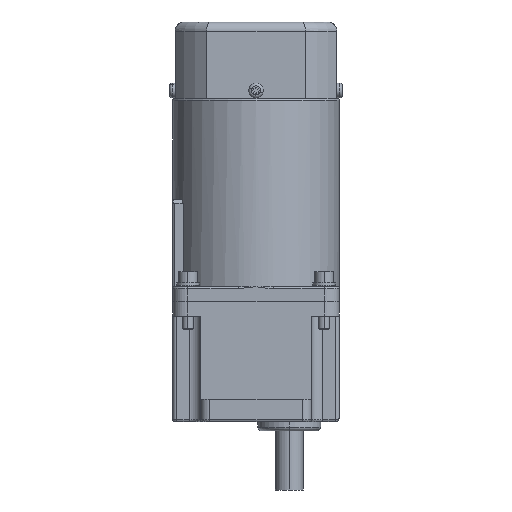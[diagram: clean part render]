
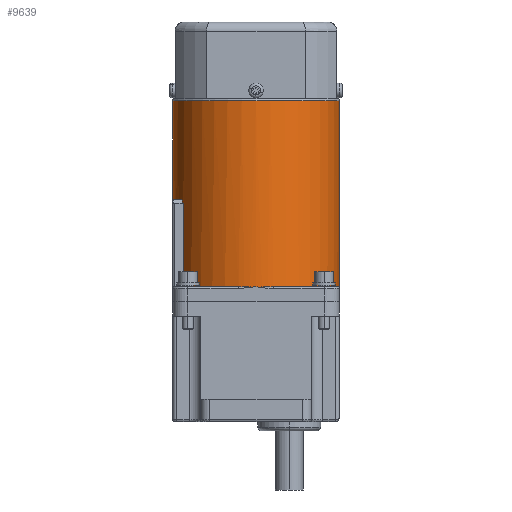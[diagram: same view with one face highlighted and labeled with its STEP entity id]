
A CAD part, left-side view. The second image highlights one B-rep face of the part: STEP entity #9639.
In plain terms, the highlighted cylindrical face has radius 45 mm (diameter 90 mm), a partial arc.
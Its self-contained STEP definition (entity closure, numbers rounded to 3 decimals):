
#86 = ORIENTED_EDGE ( 'NONE', *, *, #459, .T. ) ;
#89 = VERTEX_POINT ( 'NONE', #8696 ) ;
#96 = DIRECTION ( 'NONE',  ( 1., 0., 0. ) ) ;
#175 = CARTESIAN_POINT ( 'NONE',  ( -34.668, -29.339, -44.6 ) ) ;
#394 = AXIS2_PLACEMENT_3D ( 'NONE', #446, #5080, #9655 ) ;
#397 = DIRECTION ( 'NONE',  ( 0., 0., -1. ) ) ;
#446 = CARTESIAN_POINT ( 'NONE',  ( -34.668, 15.661, -44.6 ) ) ;
#459 = EDGE_CURVE ( 'NONE', #7203, #14413, #1401, .T. ) ;
#476 = CARTESIAN_POINT ( 'NONE',  ( -34.668, 15.661, -44.6 ) ) ;
#1288 = DIRECTION ( 'NONE',  ( 0., 0., 1. ) ) ;
#1390 = AXIS2_PLACEMENT_3D ( 'NONE', #7468, #12043, #1740 ) ;
#1401 = CIRCLE ( 'NONE', #1390, 45. ) ;
#1489 = CIRCLE ( 'NONE', #9914, 45. ) ;
#1740 = DIRECTION ( 'NONE',  ( 1., 0., 0. ) ) ;
#1749 = AXIS2_PLACEMENT_3D ( 'NONE', #14615, #3202, #7805 ) ;
#1757 = LINE ( 'NONE', #6367, #12665 ) ;
#1822 = CARTESIAN_POINT ( 'NONE',  ( -34.668, 15.661, -44.6 ) ) ;
#2180 = VECTOR ( 'NONE', #3006, 1000. ) ;
#2220 = CIRCLE ( 'NONE', #10644, 45. ) ;
#2334 = ORIENTED_EDGE ( 'NONE', *, *, #4127, .F. ) ;
#2347 = CARTESIAN_POINT ( 'NONE',  ( -34.668, -29.339, -43.9 ) ) ;
#2768 = CARTESIAN_POINT ( 'NONE',  ( -56.668, 54.916, 0.5 ) ) ;
#2839 = DIRECTION ( 'NONE',  ( 0., 0., -1. ) ) ;
#2906 = CARTESIAN_POINT ( 'NONE',  ( -34.668, 60.661, 2.5 ) ) ;
#3006 = DIRECTION ( 'NONE',  ( 0., 0., -1. ) ) ;
#3008 = ORIENTED_EDGE ( 'NONE', *, *, #13661, .T. ) ;
#3202 = DIRECTION ( 'NONE',  ( 0., 0., 1. ) ) ;
#3220 = AXIS2_PLACEMENT_3D ( 'NONE', #13150, #2839, #7449 ) ;
#3394 = CARTESIAN_POINT ( 'NONE',  ( -78.668, 25.095, -44.6 ) ) ;
#3648 =( BOUNDED_CURVE ( )  B_SPLINE_CURVE ( 3, ( #13944, #3661, #8247, #12816 ),
 .UNSPECIFIED., .F., .T. ) 
 B_SPLINE_CURVE_WITH_KNOTS ( ( 4, 4 ),
 ( 5.173, 5.223 ),
 .UNSPECIFIED. ) 
 CURVE ( )  GEOMETRIC_REPRESENTATION_ITEM ( )  RATIONAL_B_SPLINE_CURVE ( ( 1., 1., 1., 1. ) ) 
 REPRESENTATION_ITEM ( '' )  );
#3661 = CARTESIAN_POINT ( 'NONE',  ( -55.344, 55.637, 1.825 ) ) ;
#3821 = EDGE_CURVE ( 'NONE', #14556, #9613, #3648, .T. ) ;
#3944 = CARTESIAN_POINT ( 'NONE',  ( -78.668, 6.227, -44.6 ) ) ;
#3990 = FACE_OUTER_BOUND ( 'NONE', #8891, .T. ) ;
#4116 = CIRCLE ( 'NONE', #12497, 45. ) ;
#4127 = EDGE_CURVE ( 'NONE', #89, #14413, #12652, .T. ) ;
#4184 = CIRCLE ( 'NONE', #12565, 45. ) ;
#4390 = EDGE_CURVE ( 'NONE', #7592, #10720, #4116, .T. ) ;
#4716 = EDGE_CURVE ( 'NONE', #9652, #13393, #8741, .T. ) ;
#5026 = DIRECTION ( 'NONE',  ( 0., -1., 0. ) ) ;
#5080 = DIRECTION ( 'NONE',  ( 0., 0., 1. ) ) ;
#5111 = DIRECTION ( 'NONE',  ( 0., 0., 1. ) ) ;
#5579 = CARTESIAN_POINT ( 'NONE',  ( -44.102, -28.339, -44.6 ) ) ;
#5864 = CARTESIAN_POINT ( 'NONE',  ( -34.668, 15.661, 2.5 ) ) ;
#5905 = DIRECTION ( 'NONE',  ( 1., 0., 0. ) ) ;
#6041 = EDGE_CURVE ( 'NONE', #13393, #7648, #2220, .T. ) ;
#6104 = EDGE_CURVE ( 'NONE', #89, #9652, #1489, .T. ) ;
#6367 = CARTESIAN_POINT ( 'NONE',  ( -56.668, 54.916, -43.9 ) ) ;
#6424 = DIRECTION ( 'NONE',  ( 0., 0., 1. ) ) ;
#6849 = CARTESIAN_POINT ( 'NONE',  ( -44.102, 59.661, 2.5 ) ) ;
#6877 = EDGE_CURVE ( 'NONE', #7648, #14556, #4184, .T. ) ;
#6921 = CIRCLE ( 'NONE', #394, 45. ) ;
#6953 = DIRECTION ( 'NONE',  ( 0., 0., -1. ) ) ;
#7203 = VERTEX_POINT ( 'NONE', #5579 ) ;
#7449 = DIRECTION ( 'NONE',  ( 0., 1., 0. ) ) ;
#7468 = CARTESIAN_POINT ( 'NONE',  ( -34.668, 15.661, -44.6 ) ) ;
#7592 = VERTEX_POINT ( 'NONE', #13232 ) ;
#7648 = VERTEX_POINT ( 'NONE', #6849 ) ;
#7709 = VECTOR ( 'NONE', #6953, 1000. ) ;
#7776 = ORIENTED_EDGE ( 'NONE', *, *, #6877, .T. ) ;
#7805 = DIRECTION ( 'NONE',  ( 1., 0., 0. ) ) ;
#7846 = ORIENTED_EDGE ( 'NONE', *, *, #4390, .T. ) ;
#7917 = ORIENTED_EDGE ( 'NONE', *, *, #13693, .T. ) ;
#7995 = ORIENTED_EDGE ( 'NONE', *, *, #6104, .T. ) ;
#8238 = CIRCLE ( 'NONE', #1749, 45. ) ;
#8247 = CARTESIAN_POINT ( 'NONE',  ( -56.011, 55.285, 1.158 ) ) ;
#8575 = CYLINDRICAL_SURFACE ( 'NONE', #3220, 45. ) ;
#8696 = CARTESIAN_POINT ( 'NONE',  ( -34.668, -29.339, 56. ) ) ;
#8741 = LINE ( 'NONE', #13310, #2180 ) ;
#8891 = EDGE_LOOP ( 'NONE', ( #2334, #7995, #13616, #13546, #7776, #12569, #7917, #7846, #12342, #3008, #13236, #86 ) ) ;
#9120 = CARTESIAN_POINT ( 'NONE',  ( -79.668, 15.661, -44.6 ) ) ;
#9613 = VERTEX_POINT ( 'NONE', #2768 ) ;
#9639 = ADVANCED_FACE ( 'NONE', ( #3990 ), #8575, .T. ) ;
#9652 = VERTEX_POINT ( 'NONE', #10918 ) ;
#9655 = DIRECTION ( 'NONE',  ( 1., 0., 0. ) ) ;
#9686 = DIRECTION ( 'NONE',  ( 1., 0., 0. ) ) ;
#9695 = CARTESIAN_POINT ( 'NONE',  ( -54.668, 55.972, 2.5 ) ) ;
#9914 = AXIS2_PLACEMENT_3D ( 'NONE', #10749, #397, #5026 ) ;
#10260 = EDGE_CURVE ( 'NONE', #10499, #7203, #12030, .T. ) ;
#10360 = VERTEX_POINT ( 'NONE', #9120 ) ;
#10453 = DIRECTION ( 'NONE',  ( 0., 0., 1. ) ) ;
#10499 = VERTEX_POINT ( 'NONE', #3944 ) ;
#10644 = AXIS2_PLACEMENT_3D ( 'NONE', #5864, #10453, #96 ) ;
#10720 = VERTEX_POINT ( 'NONE', #3394 ) ;
#10749 = CARTESIAN_POINT ( 'NONE',  ( -34.668, 15.661, 56. ) ) ;
#10918 = CARTESIAN_POINT ( 'NONE',  ( -34.668, 60.661, 56. ) ) ;
#10954 = DIRECTION ( 'NONE',  ( 0., 0., -1. ) ) ;
#11011 = DIRECTION ( 'NONE',  ( 1., 0., 0. ) ) ;
#11611 = CARTESIAN_POINT ( 'NONE',  ( -34.668, 15.661, 2.5 ) ) ;
#11852 = EDGE_CURVE ( 'NONE', #10720, #10360, #8238, .T. ) ;
#12030 = CIRCLE ( 'NONE', #13943, 45. ) ;
#12043 = DIRECTION ( 'NONE',  ( 0., 0., 1. ) ) ;
#12342 = ORIENTED_EDGE ( 'NONE', *, *, #11852, .T. ) ;
#12497 = AXIS2_PLACEMENT_3D ( 'NONE', #1822, #6424, #11011 ) ;
#12565 = AXIS2_PLACEMENT_3D ( 'NONE', #11611, #1288, #5905 ) ;
#12569 = ORIENTED_EDGE ( 'NONE', *, *, #3821, .T. ) ;
#12652 = LINE ( 'NONE', #2347, #7709 ) ;
#12665 = VECTOR ( 'NONE', #10954, 1000. ) ;
#12816 = CARTESIAN_POINT ( 'NONE',  ( -56.668, 54.916, 0.5 ) ) ;
#13150 = CARTESIAN_POINT ( 'NONE',  ( -34.668, 15.661, -43.9 ) ) ;
#13232 = CARTESIAN_POINT ( 'NONE',  ( -56.668, 54.916, -44.6 ) ) ;
#13236 = ORIENTED_EDGE ( 'NONE', *, *, #10260, .T. ) ;
#13310 = CARTESIAN_POINT ( 'NONE',  ( -34.668, 60.661, -43.9 ) ) ;
#13393 = VERTEX_POINT ( 'NONE', #2906 ) ;
#13546 = ORIENTED_EDGE ( 'NONE', *, *, #6041, .T. ) ;
#13616 = ORIENTED_EDGE ( 'NONE', *, *, #4716, .T. ) ;
#13661 = EDGE_CURVE ( 'NONE', #10360, #10499, #6921, .T. ) ;
#13693 = EDGE_CURVE ( 'NONE', #9613, #7592, #1757, .T. ) ;
#13943 = AXIS2_PLACEMENT_3D ( 'NONE', #476, #5111, #9686 ) ;
#13944 = CARTESIAN_POINT ( 'NONE',  ( -54.668, 55.972, 2.5 ) ) ;
#14413 = VERTEX_POINT ( 'NONE', #175 ) ;
#14556 = VERTEX_POINT ( 'NONE', #9695 ) ;
#14615 = CARTESIAN_POINT ( 'NONE',  ( -34.668, 15.661, -44.6 ) ) ;
